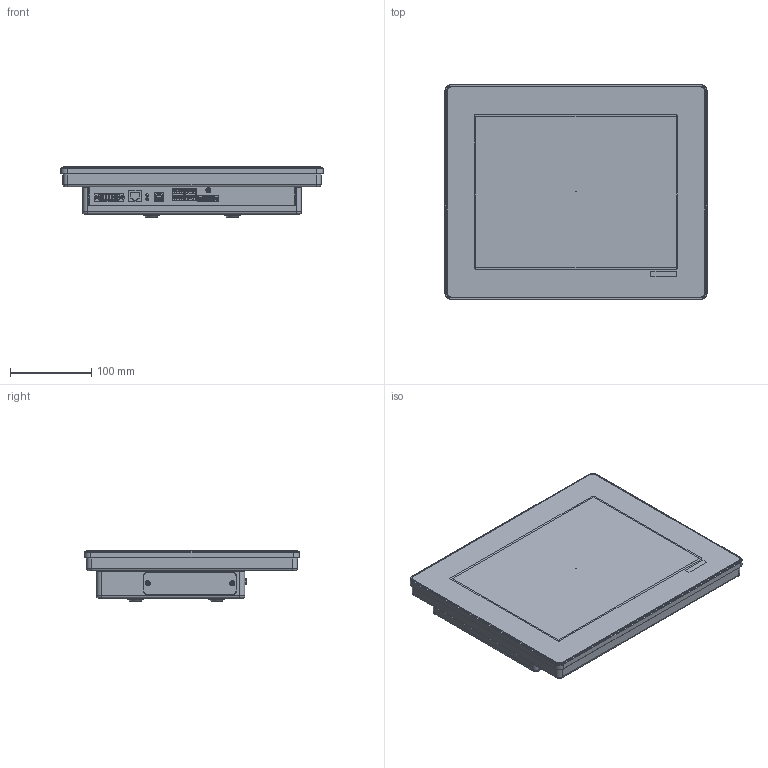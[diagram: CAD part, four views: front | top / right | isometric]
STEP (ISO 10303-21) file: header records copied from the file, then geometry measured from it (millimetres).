
FILE_DESCRIPTION((''),'2;1');
FILE_NAME('PROTOUCH Monitor - 12.1 Aufbau.stp','2015-09-16T16:29:57',('PC107_User'),(''),'Autodesk Inventor 2013','Autodesk Inventor 2013','');
FILE_SCHEMA(('AUTOMOTIVE_DESIGN { 1 0 10303 214 1 1 1 1 }'));
Length unit declared in the file: millimetre
Products named in the file (1): PROTOUCH Monitor - 12.1 Aufbau
Bounding box: 323 x 265 x 62.02 mm (x, y, z)
Volume: 808509.2 mm3; surface area: 594220.1 mm2
Topology: 6 solids, 39 shells, 3057 faces, 7924 edges, 5113 vertices
Faces by surface type: plane 2099, cylinder 638, cone 168, torus 137, bspline 11, revolution 2, sphere 2
Full cylindrical faces by diameter (mm): 0.1 x1, 1.02 x4, 1.8 x2, 2.156 x2, 2.283 x2, 2.459 x23, 2.5 x2, 2.693 x2, 2.7 x2, 2.845 x4, 3 x34, 3.1 x2, 3.242 x4, 3.3 x2, 3.4 x16, 4.2 x3, 4.25 x3, 5.3 x14, 5.5 x2, 5.8 x8, 6 x2, 6.05 x4, 6.3 x7, 6.31 x4
Entity records: 92903 total; most frequent: CARTESIAN_POINT 17447, ORIENTED_EDGE 15008, DIRECTION 14976, EDGE_CURVE 7504, VECTOR 5638, LINE 5638, VERTEX_POINT 4990, AXIS2_PLACEMENT_3D 4668
